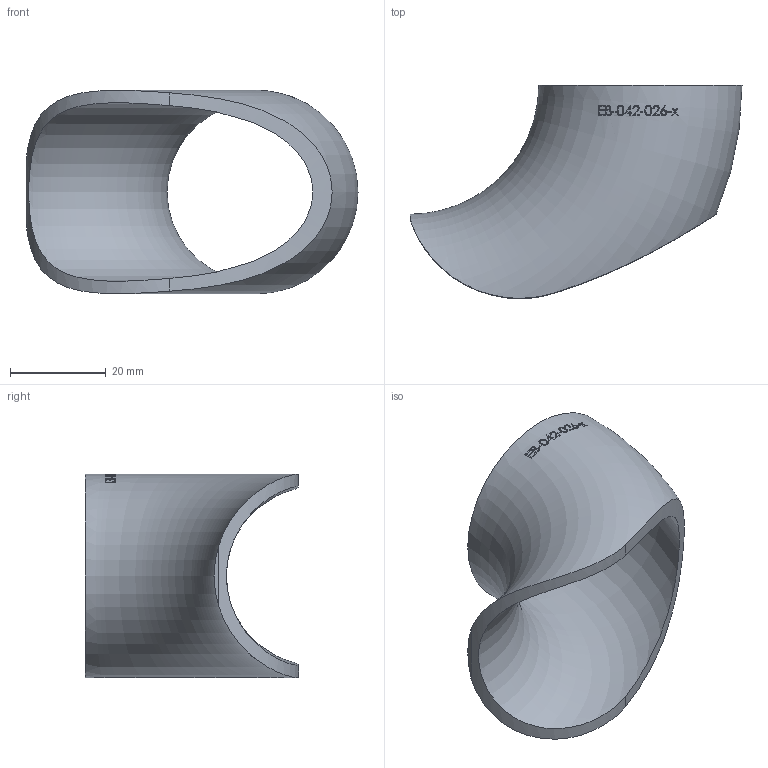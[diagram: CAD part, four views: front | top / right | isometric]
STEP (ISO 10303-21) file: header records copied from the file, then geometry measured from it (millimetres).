
FILE_DESCRIPTION (( 'STEP AP214' ), '1' );
FILE_NAME ('EB-042-026-x Einschweissbogen 2208.STEP', '2022-08-30T08:53:21', ( '' ), ( '' ), 'SwSTEP 2.0', 'SolidWorks 2019', '' );
FILE_SCHEMA (( 'AUTOMOTIVE_DESIGN' ));
Length unit declared in the file: millimetre
Products named in the file (1): EB-042-026-x Einschweissbogen 2208
Bounding box: 69.2 x 44.41 x 42.4 mm (x, y, z)
Volume: 14442.8 mm3; surface area: 11987.3 mm2
Topology: 1 solids, 1 shells, 145 faces, 382 edges, 256 vertices
Faces by surface type: bspline 122, torus 20, plane 2, cylinder 1
Entity records: 14329 total; most frequent: CARTESIAN_POINT 10355, ORIENTED_EDGE 756, EDGE_CURVE 378, B_SPLINE_CURVE_WITH_KNOTS 373, VERTEX_POINT 254, EDGE_LOOP 166, FACE_OUTER_BOUND 147, ADVANCED_FACE 145
